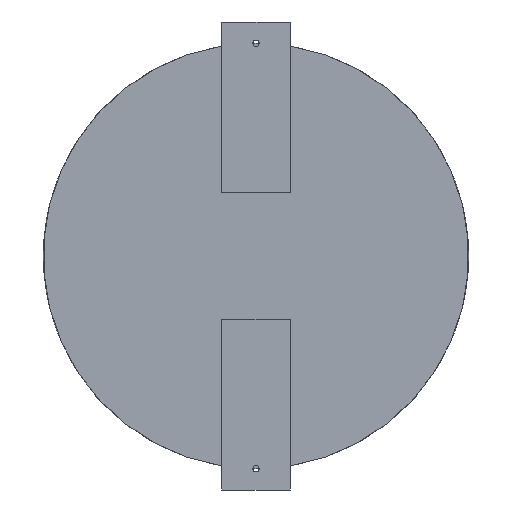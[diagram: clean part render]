
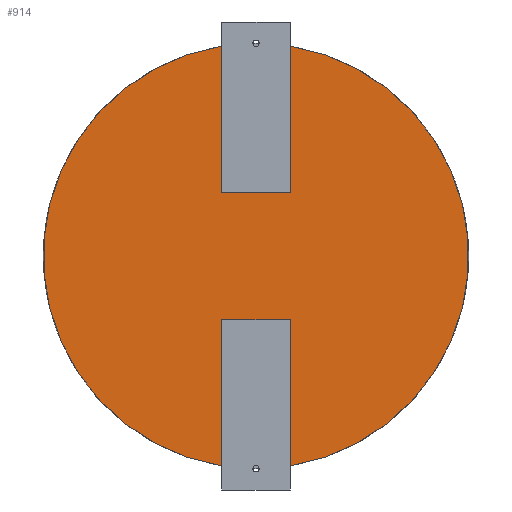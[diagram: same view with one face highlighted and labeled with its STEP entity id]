
A CAD part, front view. The second image highlights one B-rep face of the part: STEP entity #914.
In plain terms, the highlighted planar face has unit normal (0, -1, 0).
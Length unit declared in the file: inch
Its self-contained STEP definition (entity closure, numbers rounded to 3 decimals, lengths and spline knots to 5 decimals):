
#13 = AXIS2_PLACEMENT_3D ( 'NONE', #95, #325, #728 ) ;
#16 = VECTOR ( 'NONE', #49, 39.37008 ) ;
#49 = DIRECTION ( 'NONE',  ( 0., 0., -1. ) ) ;
#55 = DIRECTION ( 'NONE',  ( 0., 0., 1. ) ) ;
#76 = EDGE_CURVE ( 'NONE', #192, #999, #220, .T. ) ;
#95 = CARTESIAN_POINT ( 'NONE',  ( 0., 0., 0. ) ) ;
#99 = DIRECTION ( 'NONE',  ( 0., 0., 1. ) ) ;
#103 = LINE ( 'NONE', #799, #973 ) ;
#108 = CARTESIAN_POINT ( 'NONE',  ( -0.0315, 0., 0.19431 ) ) ;
#165 = DIRECTION ( 'NONE',  ( 1., 0., 0. ) ) ;
#169 = LINE ( 'NONE', #568, #705 ) ;
#170 = PLANE ( 'NONE',  #13 ) ;
#173 = AXIS2_PLACEMENT_3D ( 'NONE', #750, #359, #55 ) ;
#178 = VERTEX_POINT ( 'NONE', #276 ) ;
#192 = VERTEX_POINT ( 'NONE', #527 ) ;
#193 = EDGE_CURVE ( 'NONE', #874, #923, #903, .T. ) ;
#220 = CIRCLE ( 'NONE', #293, 0.19685 ) ;
#228 = VERTEX_POINT ( 'NONE', #365 ) ;
#230 = LINE ( 'NONE', #447, #937 ) ;
#233 = CARTESIAN_POINT ( 'NONE',  ( 0.0315, 0., 0.05906 ) ) ;
#246 = DIRECTION ( 'NONE',  ( 0., 0., 1. ) ) ;
#270 = ORIENTED_EDGE ( 'NONE', *, *, #761, .F. ) ;
#276 = CARTESIAN_POINT ( 'NONE',  ( -0.0315, 0., 0.05906 ) ) ;
#293 = AXIS2_PLACEMENT_3D ( 'NONE', #442, #379, #696 ) ;
#306 = ORIENTED_EDGE ( 'NONE', *, *, #464, .F. ) ;
#307 = VECTOR ( 'NONE', #246, 39.37008 ) ;
#325 = DIRECTION ( 'NONE',  ( 0., 1., 0. ) ) ;
#359 = DIRECTION ( 'NONE',  ( 0., 1., 0. ) ) ;
#365 = CARTESIAN_POINT ( 'NONE',  ( 0.0315, 0., 0.05906 ) ) ;
#379 = DIRECTION ( 'NONE',  ( 0., 1., 0. ) ) ;
#388 = EDGE_CURVE ( 'NONE', #967, #881, #169, .T. ) ;
#409 = VECTOR ( 'NONE', #165, 39.37008 ) ;
#417 = CARTESIAN_POINT ( 'NONE',  ( -0.0315, 0., 0.19431 ) ) ;
#418 = EDGE_CURVE ( 'NONE', #999, #967, #103, .T. ) ;
#442 = CARTESIAN_POINT ( 'NONE',  ( 0., 0., 0. ) ) ;
#447 = CARTESIAN_POINT ( 'NONE',  ( -0.0315, 0., -0.19431 ) ) ;
#454 = ORIENTED_EDGE ( 'NONE', *, *, #388, .F. ) ;
#464 = EDGE_CURVE ( 'NONE', #923, #178, #744, .T. ) ;
#478 = FACE_OUTER_BOUND ( 'NONE', #987, .T. ) ;
#485 = CARTESIAN_POINT ( 'NONE',  ( -0.0315, 0., -0.19431 ) ) ;
#527 = CARTESIAN_POINT ( 'NONE',  ( 0.0315, 0., 0.19431 ) ) ;
#568 = CARTESIAN_POINT ( 'NONE',  ( 0.0315, 0., -0.05906 ) ) ;
#576 = CARTESIAN_POINT ( 'NONE',  ( 0.0315, 0., -0.05906 ) ) ;
#597 = ORIENTED_EDGE ( 'NONE', *, *, #666, .F. ) ;
#636 = LINE ( 'NONE', #233, #409 ) ;
#650 = ORIENTED_EDGE ( 'NONE', *, *, #76, .F. ) ;
#663 = ORIENTED_EDGE ( 'NONE', *, *, #689, .F. ) ;
#666 = EDGE_CURVE ( 'NONE', #228, #192, #797, .T. ) ;
#689 = EDGE_CURVE ( 'NONE', #178, #228, #636, .T. ) ;
#696 = DIRECTION ( 'NONE',  ( 0., 0., 1. ) ) ;
#705 = VECTOR ( 'NONE', #961, 39.37008 ) ;
#728 = DIRECTION ( 'NONE',  ( 0., 0., 1. ) ) ;
#733 = CARTESIAN_POINT ( 'NONE',  ( -0.0315, 0., -0.05906 ) ) ;
#744 = LINE ( 'NONE', #108, #16 ) ;
#750 = CARTESIAN_POINT ( 'NONE',  ( 0., 0., 0. ) ) ;
#761 = EDGE_CURVE ( 'NONE', #881, #874, #230, .T. ) ;
#771 = DIRECTION ( 'NONE',  ( 0., 0., -1. ) ) ;
#797 = LINE ( 'NONE', #965, #307 ) ;
#799 = CARTESIAN_POINT ( 'NONE',  ( 0.0315, 0., -0.19431 ) ) ;
#827 = CARTESIAN_POINT ( 'NONE',  ( 0.0315, 0., -0.19431 ) ) ;
#874 = VERTEX_POINT ( 'NONE', #485 ) ;
#881 = VERTEX_POINT ( 'NONE', #733 ) ;
#903 = CIRCLE ( 'NONE', #173, 0.19685 ) ;
#906 = ORIENTED_EDGE ( 'NONE', *, *, #418, .F. ) ;
#914 = ADVANCED_FACE ( 'NONE', ( #478 ), #170, .F. ) ;
#923 = VERTEX_POINT ( 'NONE', #417 ) ;
#937 = VECTOR ( 'NONE', #771, 39.37008 ) ;
#954 = ORIENTED_EDGE ( 'NONE', *, *, #193, .F. ) ;
#961 = DIRECTION ( 'NONE',  ( -1., 0., 0. ) ) ;
#965 = CARTESIAN_POINT ( 'NONE',  ( 0.0315, 0., 0.19431 ) ) ;
#967 = VERTEX_POINT ( 'NONE', #576 ) ;
#973 = VECTOR ( 'NONE', #99, 39.37008 ) ;
#987 = EDGE_LOOP ( 'NONE', ( #650, #597, #663, #306, #954, #270, #454, #906 ) ) ;
#999 = VERTEX_POINT ( 'NONE', #827 ) ;
